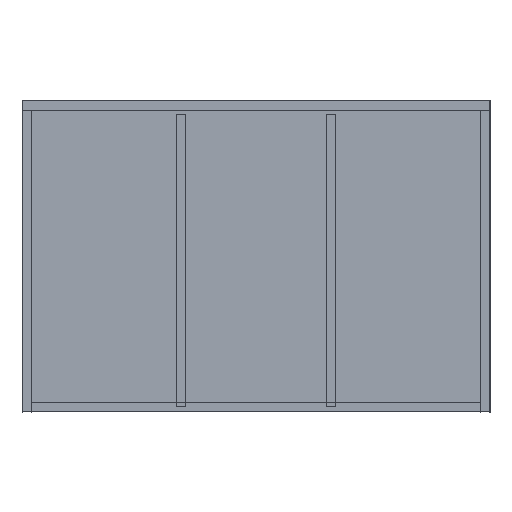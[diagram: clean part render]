
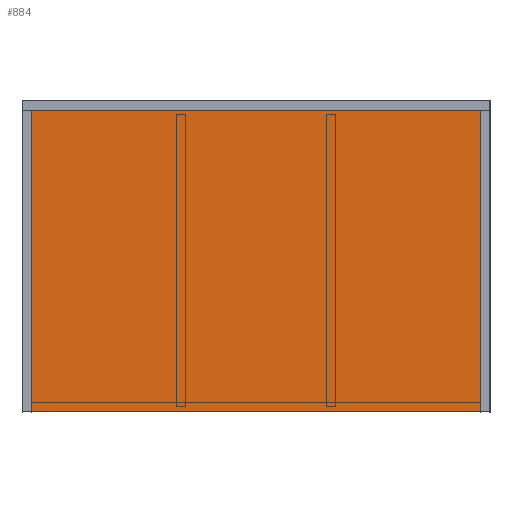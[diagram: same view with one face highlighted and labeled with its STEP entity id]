
A CAD part, left-side view. The second image highlights one B-rep face of the part: STEP entity #884.
In plain terms, the highlighted planar face has unit normal (-1, 0, 0).
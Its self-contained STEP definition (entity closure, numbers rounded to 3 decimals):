
#884 = ADVANCED_FACE('',(#885),#899,.F.);
#885 = FACE_BOUND('',#886,.F.);
#886 = EDGE_LOOP('',(#887,#922,#950,#978));
#887 = ORIENTED_EDGE('',*,*,#888,.F.);
#888 = EDGE_CURVE('',#889,#891,#893,.T.);
#889 = VERTEX_POINT('',#890);
#890 = CARTESIAN_POINT('',(-900.,18.,-290.));
#891 = VERTEX_POINT('',#892);
#892 = CARTESIAN_POINT('',(-900.,18.,290.));
#893 = SURFACE_CURVE('',#894,(#898,#910),.PCURVE_S1.);
#894 = LINE('',#895,#896);
#895 = CARTESIAN_POINT('',(-900.,18.,-290.));
#896 = VECTOR('',#897,1.);
#897 = DIRECTION('',(0.,0.,1.));
#898 = PCURVE('',#899,#904);
#899 = PLANE('',#900);
#900 = AXIS2_PLACEMENT_3D('',#901,#902,#903);
#901 = CARTESIAN_POINT('',(-900.,18.,-290.));
#902 = DIRECTION('',(1.,0.,0.));
#903 = DIRECTION('',(0.,0.,1.));
#904 = DEFINITIONAL_REPRESENTATION('',(#905),#909);
#905 = LINE('',#906,#907);
#906 = CARTESIAN_POINT('',(0.,0.));
#907 = VECTOR('',#908,1.);
#908 = DIRECTION('',(1.,0.));
#909 = ( GEOMETRIC_REPRESENTATION_CONTEXT(2) 
PARAMETRIC_REPRESENTATION_CONTEXT() REPRESENTATION_CONTEXT('2D SPACE',''
  ) );
#910 = PCURVE('',#911,#916);
#911 = PLANE('',#912);
#912 = AXIS2_PLACEMENT_3D('',#913,#914,#915);
#913 = CARTESIAN_POINT('',(-900.,18.,-290.));
#914 = DIRECTION('',(0.,1.,0.));
#915 = DIRECTION('',(0.,0.,1.));
#916 = DEFINITIONAL_REPRESENTATION('',(#917),#921);
#917 = LINE('',#918,#919);
#918 = CARTESIAN_POINT('',(0.,0.));
#919 = VECTOR('',#920,1.);
#920 = DIRECTION('',(1.,0.));
#921 = ( GEOMETRIC_REPRESENTATION_CONTEXT(2) 
PARAMETRIC_REPRESENTATION_CONTEXT() REPRESENTATION_CONTEXT('2D SPACE',''
  ) );
#922 = ORIENTED_EDGE('',*,*,#923,.T.);
#923 = EDGE_CURVE('',#889,#924,#926,.T.);
#924 = VERTEX_POINT('',#925);
#925 = CARTESIAN_POINT('',(-900.,882.,-290.));
#926 = SURFACE_CURVE('',#927,(#931,#938),.PCURVE_S1.);
#927 = LINE('',#928,#929);
#928 = CARTESIAN_POINT('',(-900.,18.,-290.));
#929 = VECTOR('',#930,1.);
#930 = DIRECTION('',(0.,1.,0.));
#931 = PCURVE('',#899,#932);
#932 = DEFINITIONAL_REPRESENTATION('',(#933),#937);
#933 = LINE('',#934,#935);
#934 = CARTESIAN_POINT('',(0.,0.));
#935 = VECTOR('',#936,1.);
#936 = DIRECTION('',(0.,-1.));
#937 = ( GEOMETRIC_REPRESENTATION_CONTEXT(2) 
PARAMETRIC_REPRESENTATION_CONTEXT() REPRESENTATION_CONTEXT('2D SPACE',''
  ) );
#938 = PCURVE('',#939,#944);
#939 = PLANE('',#940);
#940 = AXIS2_PLACEMENT_3D('',#941,#942,#943);
#941 = CARTESIAN_POINT('',(-900.,18.,-290.));
#942 = DIRECTION('',(0.,0.,1.));
#943 = DIRECTION('',(1.,0.,0.));
#944 = DEFINITIONAL_REPRESENTATION('',(#945),#949);
#945 = LINE('',#946,#947);
#946 = CARTESIAN_POINT('',(0.,0.));
#947 = VECTOR('',#948,1.);
#948 = DIRECTION('',(0.,1.));
#949 = ( GEOMETRIC_REPRESENTATION_CONTEXT(2) 
PARAMETRIC_REPRESENTATION_CONTEXT() REPRESENTATION_CONTEXT('2D SPACE',''
  ) );
#950 = ORIENTED_EDGE('',*,*,#951,.T.);
#951 = EDGE_CURVE('',#924,#952,#954,.T.);
#952 = VERTEX_POINT('',#953);
#953 = CARTESIAN_POINT('',(-900.,882.,290.));
#954 = SURFACE_CURVE('',#955,(#959,#966),.PCURVE_S1.);
#955 = LINE('',#956,#957);
#956 = CARTESIAN_POINT('',(-900.,882.,-290.));
#957 = VECTOR('',#958,1.);
#958 = DIRECTION('',(0.,0.,1.));
#959 = PCURVE('',#899,#960);
#960 = DEFINITIONAL_REPRESENTATION('',(#961),#965);
#961 = LINE('',#962,#963);
#962 = CARTESIAN_POINT('',(0.,-864.));
#963 = VECTOR('',#964,1.);
#964 = DIRECTION('',(1.,0.));
#965 = ( GEOMETRIC_REPRESENTATION_CONTEXT(2) 
PARAMETRIC_REPRESENTATION_CONTEXT() REPRESENTATION_CONTEXT('2D SPACE',''
  ) );
#966 = PCURVE('',#967,#972);
#967 = PLANE('',#968);
#968 = AXIS2_PLACEMENT_3D('',#969,#970,#971);
#969 = CARTESIAN_POINT('',(-900.,882.,-290.));
#970 = DIRECTION('',(0.,1.,0.));
#971 = DIRECTION('',(0.,0.,1.));
#972 = DEFINITIONAL_REPRESENTATION('',(#973),#977);
#973 = LINE('',#974,#975);
#974 = CARTESIAN_POINT('',(0.,0.));
#975 = VECTOR('',#976,1.);
#976 = DIRECTION('',(1.,0.));
#977 = ( GEOMETRIC_REPRESENTATION_CONTEXT(2) 
PARAMETRIC_REPRESENTATION_CONTEXT() REPRESENTATION_CONTEXT('2D SPACE',''
  ) );
#978 = ORIENTED_EDGE('',*,*,#979,.F.);
#979 = EDGE_CURVE('',#891,#952,#980,.T.);
#980 = SURFACE_CURVE('',#981,(#985,#992),.PCURVE_S1.);
#981 = LINE('',#982,#983);
#982 = CARTESIAN_POINT('',(-900.,18.,290.));
#983 = VECTOR('',#984,1.);
#984 = DIRECTION('',(0.,1.,0.));
#985 = PCURVE('',#899,#986);
#986 = DEFINITIONAL_REPRESENTATION('',(#987),#991);
#987 = LINE('',#988,#989);
#988 = CARTESIAN_POINT('',(580.,0.));
#989 = VECTOR('',#990,1.);
#990 = DIRECTION('',(0.,-1.));
#991 = ( GEOMETRIC_REPRESENTATION_CONTEXT(2) 
PARAMETRIC_REPRESENTATION_CONTEXT() REPRESENTATION_CONTEXT('2D SPACE',''
  ) );
#992 = PCURVE('',#993,#998);
#993 = PLANE('',#994);
#994 = AXIS2_PLACEMENT_3D('',#995,#996,#997);
#995 = CARTESIAN_POINT('',(-900.,18.,290.));
#996 = DIRECTION('',(0.,0.,1.));
#997 = DIRECTION('',(1.,0.,0.));
#998 = DEFINITIONAL_REPRESENTATION('',(#999),#1003);
#999 = LINE('',#1000,#1001);
#1000 = CARTESIAN_POINT('',(0.,0.));
#1001 = VECTOR('',#1002,1.);
#1002 = DIRECTION('',(0.,1.));
#1003 = ( GEOMETRIC_REPRESENTATION_CONTEXT(2) 
PARAMETRIC_REPRESENTATION_CONTEXT() REPRESENTATION_CONTEXT('2D SPACE',''
  ) );
